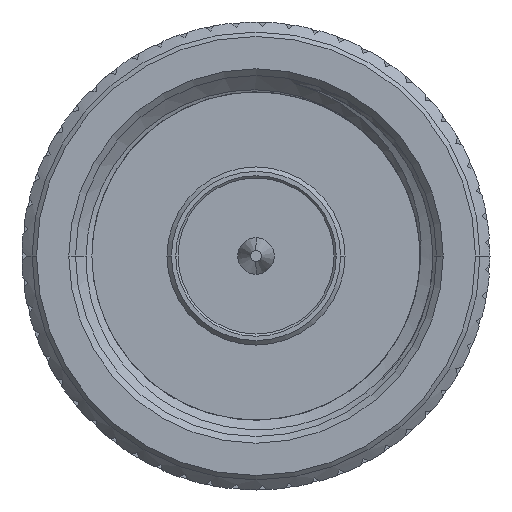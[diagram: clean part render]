
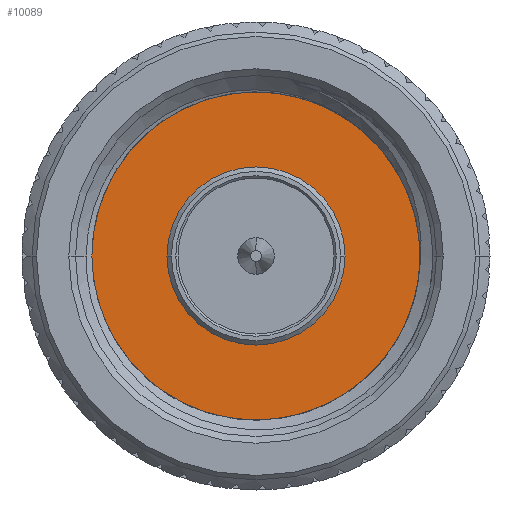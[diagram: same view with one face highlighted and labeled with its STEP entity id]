
A CAD part, left-side view. The second image highlights one B-rep face of the part: STEP entity #10089.
In plain terms, the highlighted planar face has unit normal (-1, 0, 0).
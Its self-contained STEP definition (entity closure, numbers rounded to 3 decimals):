
#3882=CARTESIAN_POINT('',(-7.699,0.,0.));
#3883=DIRECTION('',(-1.,0.,0.));
#3884=DIRECTION('',(0.,1.,0.));
#3885=AXIS2_PLACEMENT_3D('',#3882,#3883,#3884);
#3887=CARTESIAN_POINT('',(-7.699,0.,0.));
#3888=DIRECTION('',(1.,0.,0.));
#3889=DIRECTION('',(0.,1.,0.));
#3890=AXIS2_PLACEMENT_3D('',#3887,#3888,#3889);
#3892=CARTESIAN_POINT('',(-7.699,0.,0.));
#3893=DIRECTION('',(-1.,0.,0.));
#3894=DIRECTION('',(0.,1.,0.));
#3895=AXIS2_PLACEMENT_3D('',#3892,#3893,#3894);
#3897=CARTESIAN_POINT('',(-7.699,0.,0.));
#3898=DIRECTION('',(-1.,0.,0.));
#3899=DIRECTION('',(0.,-1.,0.));
#3900=AXIS2_PLACEMENT_3D('',#3897,#3898,#3899);
#5490=CARTESIAN_POINT('',(-7.699,7.798,0.));
#5491=CARTESIAN_POINT('',(-7.699,-7.798,0.));
#5492=VERTEX_POINT('',#5490);
#5493=VERTEX_POINT('',#5491);
#5498=CARTESIAN_POINT('',(-7.699,3.995,0.));
#5499=CARTESIAN_POINT('',(-7.699,-3.995,0.));
#5500=VERTEX_POINT('',#5498);
#5501=VERTEX_POINT('',#5499);
#10074=CARTESIAN_POINT('',(-7.699,0.,0.));
#10075=DIRECTION('',(-1.,0.,0.));
#10076=DIRECTION('',(0.,1.,0.));
#10077=AXIS2_PLACEMENT_3D('',#10074,#10075,#10076);
#10078=PLANE('',#10077);
#10079=ORIENTED_EDGE('',*,*,#10054,.F.);
#10080=ORIENTED_EDGE('',*,*,#10068,.T.);
#10081=EDGE_LOOP('',(#10079,#10080));
#10082=FACE_OUTER_BOUND('',#10081,.F.);
#10084=ORIENTED_EDGE('',*,*,#10083,.T.);
#10086=ORIENTED_EDGE('',*,*,#10085,.T.);
#10087=EDGE_LOOP('',(#10084,#10086));
#10088=FACE_BOUND('',#10087,.F.);
#10089=ADVANCED_FACE('',(#10082,#10088),#10078,.T.);
#3886=CIRCLE('',#3885,7.798);
#3891=CIRCLE('',#3890,7.798);
#3896=CIRCLE('',#3895,3.995);
#3901=CIRCLE('',#3900,3.995);
#10054=EDGE_CURVE('',#5492,#5493,#3886,.T.);
#10068=EDGE_CURVE('',#5492,#5493,#3891,.T.);
#10083=EDGE_CURVE('',#5500,#5501,#3896,.T.);
#10085=EDGE_CURVE('',#5501,#5500,#3901,.T.);
